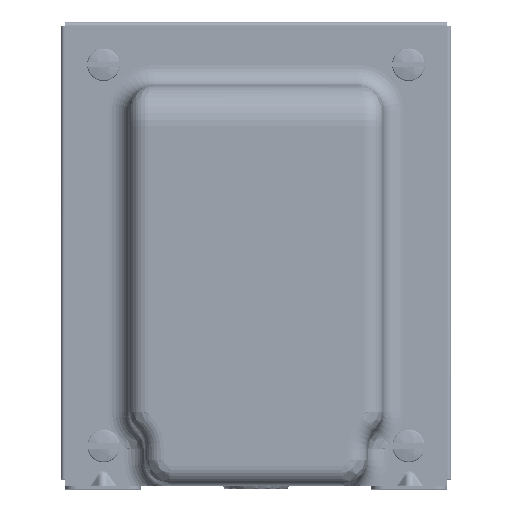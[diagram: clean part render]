
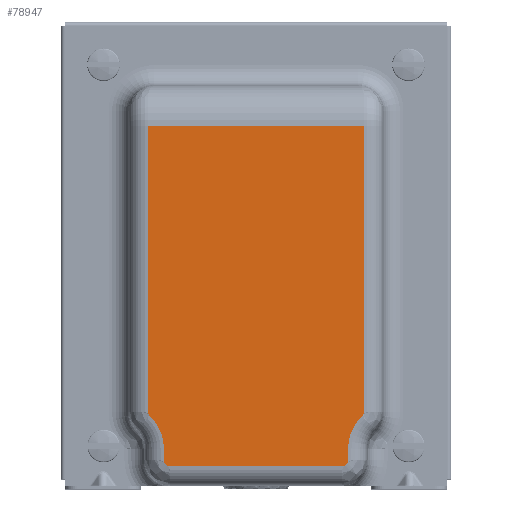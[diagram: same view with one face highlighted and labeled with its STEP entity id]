
A CAD part, top view. The second image highlights one B-rep face of the part: STEP entity #78947.
In plain terms, the highlighted planar face has unit normal (0, 0, 1).
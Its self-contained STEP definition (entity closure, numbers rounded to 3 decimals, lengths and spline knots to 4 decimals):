
#5522=PLANE('',#85640);
#9007=FACE_OUTER_BOUND('',#14263,.T.);
#14263=EDGE_LOOP('',(#68416,#68417,#68418,#68419,#68420,#68421,#68422,#68423,
#68424,#68425,#68426,#68427));
#21824=LINE('',#126525,#29204);
#21825=LINE('',#126545,#29205);
#21826=LINE('',#126561,#29206);
#21828=LINE('',#126581,#29208);
#21830=LINE('',#126607,#29210);
#21831=LINE('',#126698,#29211);
#29204=VECTOR('',#104177,0.3937);
#29205=VECTOR('',#104192,0.3937);
#29206=VECTOR('',#104201,0.3937);
#29208=VECTOR('',#104213,0.3937);
#29210=VECTOR('',#104233,0.3937);
#29211=VECTOR('',#104244,0.3937);
#32107=CIRCLE('',#85612,0.0625);
#32109=CIRCLE('',#85615,0.4375);
#32112=CIRCLE('',#85619,0.0625);
#32116=CIRCLE('',#85624,0.0625);
#32120=CIRCLE('',#85630,0.4375);
#32123=CIRCLE('',#85633,0.0625);
#38207=VERTEX_POINT('',#126519);
#38208=VERTEX_POINT('',#126523);
#38209=VERTEX_POINT('',#126535);
#38210=VERTEX_POINT('',#126539);
#38211=VERTEX_POINT('',#126543);
#38212=VERTEX_POINT('',#126555);
#38213=VERTEX_POINT('',#126559);
#38214=VERTEX_POINT('',#126571);
#38216=VERTEX_POINT('',#126577);
#38218=VERTEX_POINT('',#126583);
#38220=VERTEX_POINT('',#126597);
#38222=VERTEX_POINT('',#126603);
#48535=EDGE_CURVE('',#38207,#38208,#21824,.T.);
#48537=EDGE_CURVE('',#38208,#38209,#32107,.T.);
#48539=EDGE_CURVE('',#38209,#38210,#32109,.T.);
#48541=EDGE_CURVE('',#38210,#38211,#21825,.T.);
#48543=EDGE_CURVE('',#38211,#38212,#32112,.T.);
#48545=EDGE_CURVE('',#38212,#38213,#21826,.T.);
#48548=EDGE_CURVE('',#38213,#38214,#32116,.T.);
#48551=EDGE_CURVE('',#38214,#38216,#21828,.T.);
#48554=EDGE_CURVE('',#38216,#38218,#32120,.T.);
#48557=EDGE_CURVE('',#38218,#38220,#32123,.T.);
#48560=EDGE_CURVE('',#38220,#38222,#21830,.T.);
#48565=EDGE_CURVE('',#38222,#38207,#21831,.T.);
#68416=ORIENTED_EDGE('',*,*,#48560,.F.);
#68417=ORIENTED_EDGE('',*,*,#48557,.F.);
#68418=ORIENTED_EDGE('',*,*,#48554,.F.);
#68419=ORIENTED_EDGE('',*,*,#48551,.F.);
#68420=ORIENTED_EDGE('',*,*,#48548,.F.);
#68421=ORIENTED_EDGE('',*,*,#48545,.F.);
#68422=ORIENTED_EDGE('',*,*,#48543,.F.);
#68423=ORIENTED_EDGE('',*,*,#48541,.F.);
#68424=ORIENTED_EDGE('',*,*,#48539,.F.);
#68425=ORIENTED_EDGE('',*,*,#48537,.F.);
#68426=ORIENTED_EDGE('',*,*,#48535,.F.);
#68427=ORIENTED_EDGE('',*,*,#48565,.F.);
#78947=ADVANCED_FACE('',(#9007),#5522,.T.);
#85612=AXIS2_PLACEMENT_3D('',#126537,#104180,#104181);
#85615=AXIS2_PLACEMENT_3D('',#126541,#104186,#104187);
#85619=AXIS2_PLACEMENT_3D('',#126557,#104195,#104196);
#85624=AXIS2_PLACEMENT_3D('',#126575,#104206,#104207);
#85630=AXIS2_PLACEMENT_3D('',#126587,#104220,#104221);
#85633=AXIS2_PLACEMENT_3D('',#126601,#104226,#104227);
#85640=AXIS2_PLACEMENT_3D('',#126697,#104242,#104243);
#104177=DIRECTION('',(0.,-1.,0.));
#104180=DIRECTION('center_axis',(0.,0.,-1.));
#104181=DIRECTION('ref_axis',(0.919,-0.395,0.));
#104186=DIRECTION('center_axis',(0.,0.,1.));
#104187=DIRECTION('ref_axis',(-0.919,0.395,0.));
#104192=DIRECTION('',(0.,-1.,0.));
#104195=DIRECTION('center_axis',(0.,0.,-1.));
#104196=DIRECTION('ref_axis',(0.707,-0.707,0.));
#104201=DIRECTION('',(-1.,0.,0.));
#104206=DIRECTION('center_axis',(0.,0.,-1.));
#104207=DIRECTION('ref_axis',(-0.707,-0.707,0.));
#104213=DIRECTION('',(0.,1.,0.));
#104220=DIRECTION('center_axis',(0.,0.,1.));
#104221=DIRECTION('ref_axis',(0.919,0.395,0.));
#104226=DIRECTION('center_axis',(0.,0.,-1.));
#104227=DIRECTION('ref_axis',(-0.919,-0.395,0.));
#104233=DIRECTION('',(0.,1.,0.));
#104242=DIRECTION('center_axis',(0.,0.,1.));
#104243=DIRECTION('ref_axis',(1.,0.,0.));
#104244=DIRECTION('',(1.,0.,0.));
#126519=CARTESIAN_POINT('',(1.0625,3.5375,-1.5826));
#126523=CARTESIAN_POINT('',(1.0625,0.7253,-1.5826));
#126525=CARTESIAN_POINT('',(1.0625,1.2814,-1.5826));
#126535=CARTESIAN_POINT('',(1.043,0.68,-1.5826));
#126537=CARTESIAN_POINT('Origin',(1.,0.7253,-1.5826));
#126539=CARTESIAN_POINT('',(0.9063,0.3622,-1.5826));
#126541=CARTESIAN_POINT('Origin',(1.3438,0.3622,-1.5826));
#126543=CARTESIAN_POINT('',(0.9063,0.25,-1.5826));
#126545=CARTESIAN_POINT('',(0.9063,0.9844,-1.5826));
#126555=CARTESIAN_POINT('',(0.8438,0.1875,-1.5826));
#126557=CARTESIAN_POINT('Origin',(0.8438,0.25,-1.5826));
#126559=CARTESIAN_POINT('',(-0.8437,0.1875,-1.5826));
#126561=CARTESIAN_POINT('',(-0.5469,0.1875,-1.5826));
#126571=CARTESIAN_POINT('',(-0.9062,0.25,-1.5826));
#126575=CARTESIAN_POINT('Origin',(-0.8437,0.25,-1.5826));
#126577=CARTESIAN_POINT('',(-0.9062,0.3622,-1.5826));
#126581=CARTESIAN_POINT('',(-0.9062,1.2814,-1.5826));
#126583=CARTESIAN_POINT('',(-1.043,0.68,-1.5826));
#126587=CARTESIAN_POINT('Origin',(-1.3437,0.3622,-1.5826));
#126597=CARTESIAN_POINT('',(-1.0625,0.7253,-1.5826));
#126601=CARTESIAN_POINT('Origin',(-1.,0.7253,
-1.5826));
#126603=CARTESIAN_POINT('',(-1.0625,3.5375,-1.5826));
#126607=CARTESIAN_POINT('',(-1.0625,2.9531,-1.5826));
#126697=CARTESIAN_POINT('Origin',(0.,1.9688,-1.5826));
#126698=CARTESIAN_POINT('',(0.625,3.5375,-1.5826));
